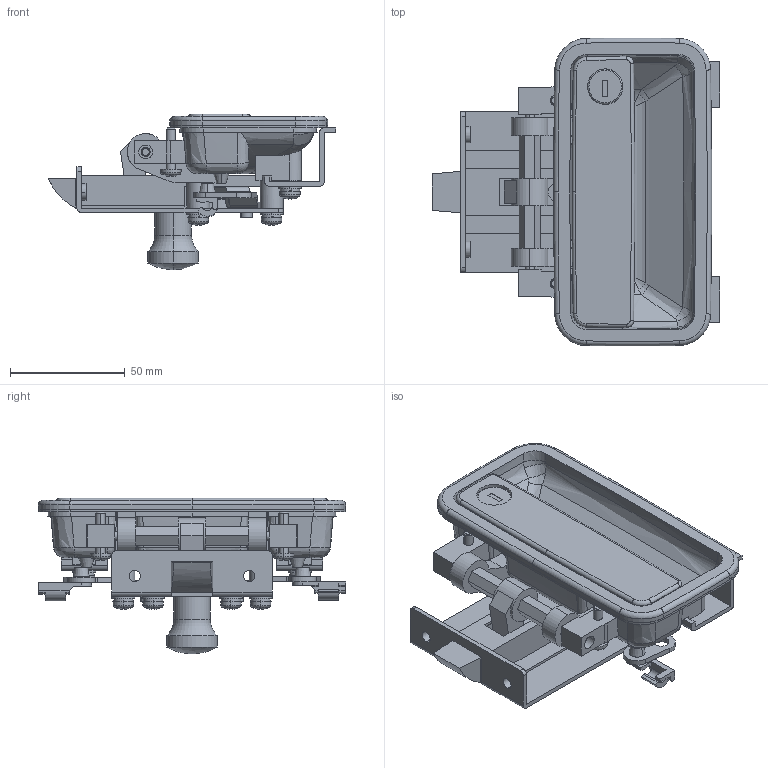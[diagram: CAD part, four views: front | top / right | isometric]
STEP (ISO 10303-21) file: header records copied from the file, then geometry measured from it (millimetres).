
FILE_DESCRIPTION (( 'STEP AP203' ), '1' );
FILE_NAME ('A-510-3-1-R.STEP', '2020-10-23T06:57:44', ( '' ), ( '' ), 'SwSTEP 2.0', 'SolidWorks 2018', '' );
FILE_SCHEMA (( 'CONFIG_CONTROL_DESIGN' ));
Length unit declared in the file: millimetre
Products named in the file (23): A-510-3-1-R_ばね座金ver1.0__M8ばね座金(鉄); AC-25-Q-14_公開用; A-510-3-1-R_儕儞僋僾儗乕僩L_; A-510-3-1-R_ラッチ_; A-510-3-1-R_パッキン_; A-510-3-1-R_六角シャフト_; A-510-3-1-R_ラッチケース_; A-510-3-1-R; A-510-3-1-R_スプリングピン_; A-510-3-1-R_取付板_; A-510-3-1-R_解除ピン_; A-510-3-1-R_カム_; A-510-3-1-R_ラッチピン_; A-510-3-1-R_働乕僗Assy_; A-510-3-1-R_僴儞僪儖Assy_; A-510-3-1-R_ハンドル_; R200_公開用_R200-2-2; A-510-3-1-R_儕儞僋僾儗乕僩R_; A-510-3-1-R_リンクピン_; A-510-3-1-R_十字穴付小ねじ_内径基準ver1.02__M5x8十字穴付なべ小ねじ(鉄)ダブルセムス(P3); A-510-3-1-R_十字穴付小ねじ_内径基準ver1.02__M5x18十字穴付なべ小ねじ(鉄); A-510-3-1-R_ダンパー_; A-510-3-1-R_ケース_
Assembly tree (33 placements, depth 3):
  A-510-3-1-R
    A-510-3-1-R_働乕僗Assy_
      A-510-3-1-R_ケース_
      A-510-3-1-R_パッキン_
      A-510-3-1-R_取付板_  x2
      A-510-3-1-R_十字穴付小ねじ_内径基準ver1.02__M5x8十字穴付なべ小ねじ(鉄)ダブルセムス(P3)  x6
      A-510-3-1-R_ダンパー_  x2
      A-510-3-1-R_ラッチケース_
      A-510-3-1-R_十字穴付小ねじ_内径基準ver1.02__M5x18十字穴付なべ小ねじ(鉄)  x2
    A-510-3-1-R_僴儞僪儖Assy_
      A-510-3-1-R_ハンドル_
      A-510-3-1-R_カム_
      A-510-3-1-R_六角シャフト_
      A-510-3-1-R_スプリングピン_  x2
      R200_公開用_R200-2-2
    A-510-3-1-R_ラッチ_
    A-510-3-1-R_ラッチピン_
    A-510-3-1-R_儕儞僋僾儗乕僩L_
    A-510-3-1-R_儕儞僋僾儗乕僩R_
    A-510-3-1-R_リンクピン_  x2
    A-510-3-1-R_解除ピン_
    A-510-3-1-R_ばね座金ver1.0__M8ばね座金(鉄)
    AC-25-Q-14_公開用  x2
Bounding box: 125.5 x 134.45 x 68 mm (x, y, z)
Volume: 135866.4 mm3; surface area: 107045.7 mm2
Topology: 31 solids, 31 shells, 1158 faces, 2993 edges, 1926 vertices
Faces by surface type: plane 518, cylinder 387, bspline 102, cone 73, torus 50, sphere 28
Entity records: 31364 total; most frequent: CARTESIAN_POINT 8714, ORIENTED_EDGE 4276, DIRECTION 4061, EDGE_CURVE 2138, AXIS2_PLACEMENT_3D 1517, VERTEX_POINT 1372, LINE 1027, VECTOR 1027
